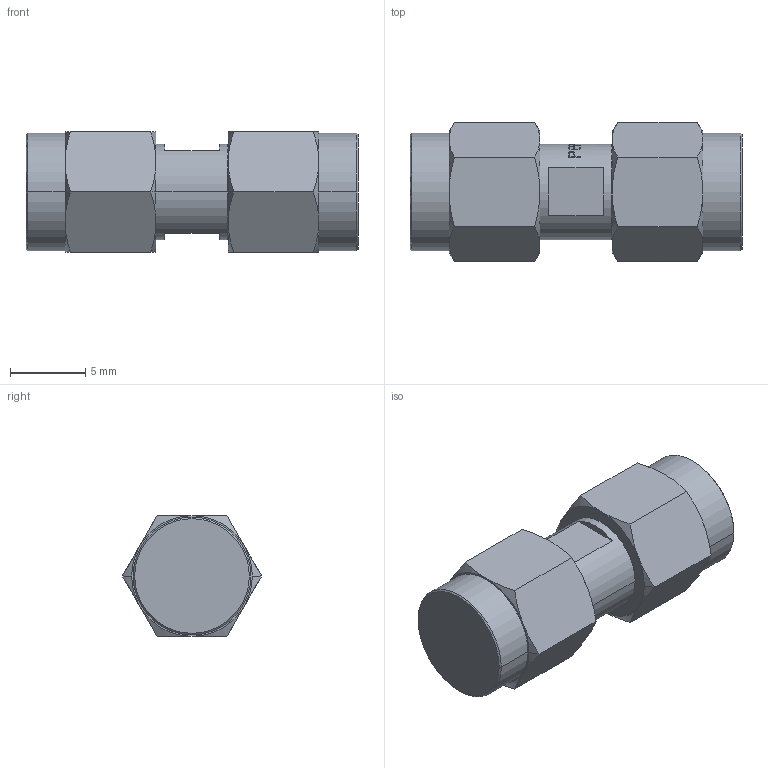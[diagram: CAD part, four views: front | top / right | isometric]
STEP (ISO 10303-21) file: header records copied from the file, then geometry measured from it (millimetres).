
FILE_DESCRIPTION (( 'STEP AP203' ), '1' );
FILE_NAME ('PE91535.STEP', '2021-05-05T11:32:09', ( '' ), ( '' ), 'SwSTEP 2.0', 'SolidWorks 2020', '' );
FILE_SCHEMA (( 'CONFIG_CONTROL_DESIGN' ));
Length unit declared in the file: millimetre
Products named in the file (1): PE91535
Bounding box: 22 x 9.24 x 8 mm (x, y, z)
Volume: 1055.6 mm3; surface area: 766.4 mm2
Topology: 2 solids, 2 shells, 165 faces, 407 edges, 260 vertices
Faces by surface type: plane 69, bspline 45, cone 20, sphere 16, cylinder 15
Entity records: 6880 total; most frequent: CARTESIAN_POINT 3184, ORIENTED_EDGE 814, DIRECTION 641, EDGE_CURVE 407, VERTEX_POINT 260, AXIS2_PLACEMENT_3D 245, EDGE_LOOP 179, ADVANCED_FACE 165
